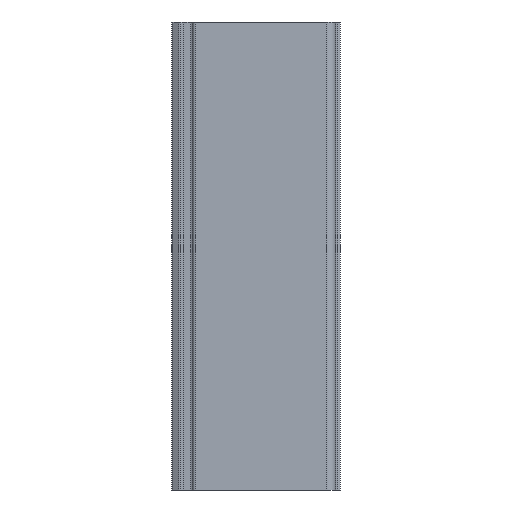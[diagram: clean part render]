
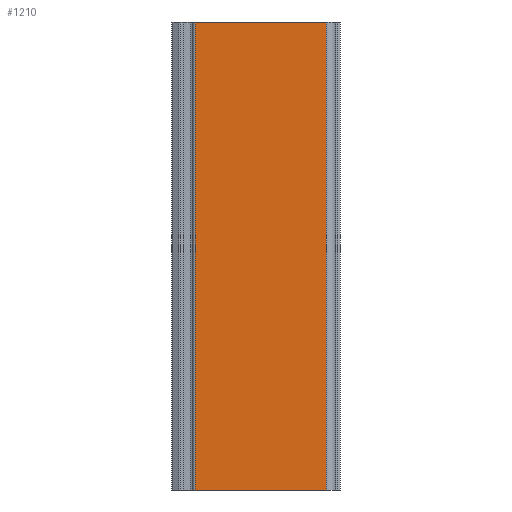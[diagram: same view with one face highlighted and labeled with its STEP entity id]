
A CAD part, left-side view. The second image highlights one B-rep face of the part: STEP entity #1210.
In plain terms, the highlighted planar face has unit normal (-1, 0, 0).
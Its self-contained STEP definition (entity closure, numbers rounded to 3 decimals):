
#154=FACE_OUTER_BOUND('',#217,.T.);
#217=EDGE_LOOP('',(#926,#927,#928,#929));
#316=LINE('',#1972,#431);
#317=LINE('',#1976,#432);
#318=LINE('',#1978,#433);
#319=LINE('',#1979,#434);
#431=VECTOR('',#1592,100.);
#432=VECTOR('',#1597,28.);
#433=VECTOR('',#1598,100.);
#434=VECTOR('',#1599,28.);
#547=VERTEX_POINT('',#1969);
#548=VERTEX_POINT('',#1971);
#549=VERTEX_POINT('',#1975);
#550=VERTEX_POINT('',#1977);
#705=EDGE_CURVE('',#547,#548,#316,.T.);
#707=EDGE_CURVE('',#549,#547,#317,.T.);
#708=EDGE_CURVE('',#549,#550,#318,.T.);
#709=EDGE_CURVE('',#548,#550,#319,.T.);
#926=ORIENTED_EDGE('',*,*,#707,.F.);
#927=ORIENTED_EDGE('',*,*,#708,.T.);
#928=ORIENTED_EDGE('',*,*,#709,.F.);
#929=ORIENTED_EDGE('',*,*,#705,.F.);
#1162=PLANE('',#1313);
#1210=ADVANCED_FACE('',(#154),#1162,.T.);
#1313=AXIS2_PLACEMENT_3D('',#1974,#1595,#1596);
#1592=DIRECTION('',(0.,0.,-1.));
#1595=DIRECTION('center_axis',(-1.,0.,0.));
#1596=DIRECTION('ref_axis',(0.,-1.,0.));
#1597=DIRECTION('',(0.,-1.,0.));
#1598=DIRECTION('',(0.,0.,-1.));
#1599=DIRECTION('',(0.,1.,0.));
#1969=CARTESIAN_POINT('',(-20.,-18.,100.));
#1971=CARTESIAN_POINT('',(-20.,-18.,0.));
#1972=CARTESIAN_POINT('',(-20.,-18.,0.));
#1974=CARTESIAN_POINT('Origin',(-20.,10.,0.));
#1975=CARTESIAN_POINT('',(-20.,10.,100.));
#1976=CARTESIAN_POINT('',(-20.,5.,100.));
#1977=CARTESIAN_POINT('',(-20.,10.,0.));
#1978=CARTESIAN_POINT('',(-20.,10.,0.));
#1979=CARTESIAN_POINT('',(-20.,5.,0.));
